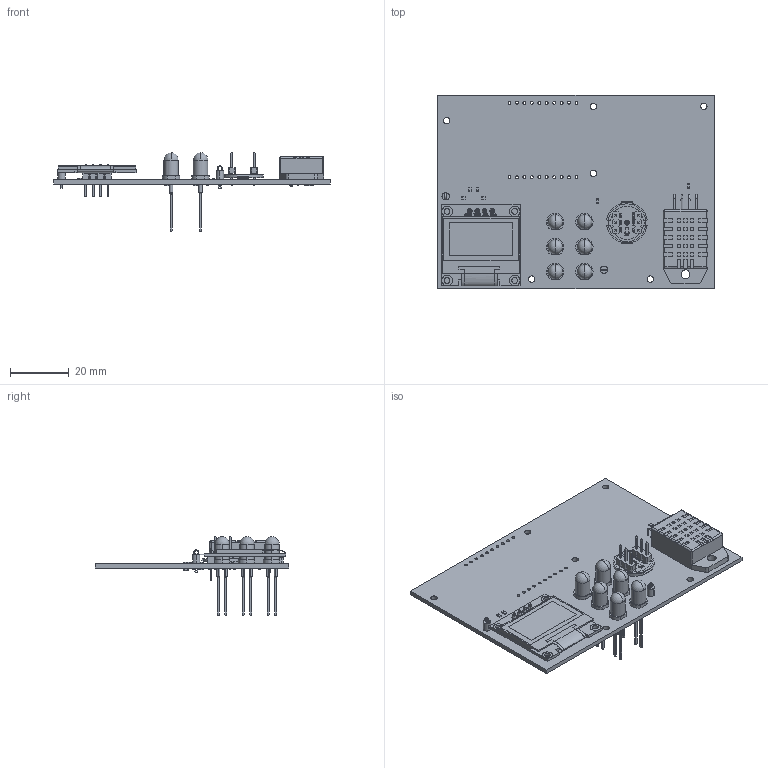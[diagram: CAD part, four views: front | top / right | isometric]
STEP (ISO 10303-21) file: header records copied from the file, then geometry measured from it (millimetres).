
FILE_DESCRIPTION(('KiCad electronic assembly'),'2;1');
FILE_NAME('Lab_Sensor_Version_1.step','2025-07-28T11:07:53',('Pcbnew'),( 'Kicad'),'Open CASCADE STEP processor 7.9','KiCad to STEP converter' ,'Unknown');
FILE_SCHEMA(('AUTOMOTIVE_DESIGN { 1 0 10303 214 1 1 1 1 }'));
Length unit declared in the file: millimetre
Products named in the file (16): Lab_Sensor_Version_1 1; 5002; LED; INMP441; 0603 Resistor v1; C0603_070 v2; C0603_070; Part 3; Part 2; Part 1; COMPOUND; R_0603_1608Metric; DHT22; SSD1306; C_0603_1608Metric; Lab_Sensor_Version_1_PCB
Assembly tree (35 placements, depth 5):
  Lab_Sensor_Version_1 1
    5002  x2
    LED  x6
    INMP441
      0603 Resistor v1
      C0603_070 v2
        C0603_070
          Part 3
          Part 2
          Part 1
      COMPOUND
    R_0603_1608Metric  x15
    DHT22
    SSD1306
    C_0603_1608Metric
    Lab_Sensor_Version_1_PCB
Bounding box: 94.25 x 66 x 26.96 mm (x, y, z)
Volume: 14599.2 mm3; surface area: 19744.9 mm2
Topology: 73 solids, 73 shells, 2359 faces, 5954 edges, 3774 vertices
Faces by surface type: plane 1346, bspline 490, cylinder 485, sphere 22, torus 12, cone 4
Full cylindrical faces by diameter (mm): 0.5 x8, 0.7 x1, 0.8 x4, 0.9 x1, 0.95 x6, 1 x34, 1.02 x2, 1.1 x7, 1.21 x12, 1.6 x7, 2 x6, 2.2 x6, 3 x2, 3.6 x6
Entity records: 61051 total; most frequent: CARTESIAN_POINT 19851, ORIENTED_EDGE 8032, DIRECTION 6345, EDGE_CURVE 4016, LINE 2691, VECTOR 2691, VERTEX_POINT 2643, AXIS2_PLACEMENT_3D 1827
